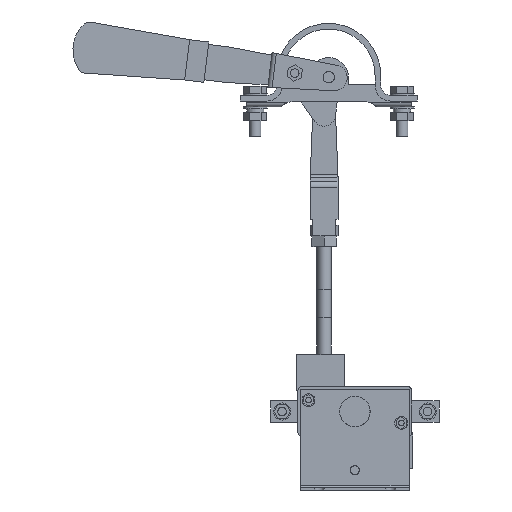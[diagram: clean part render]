
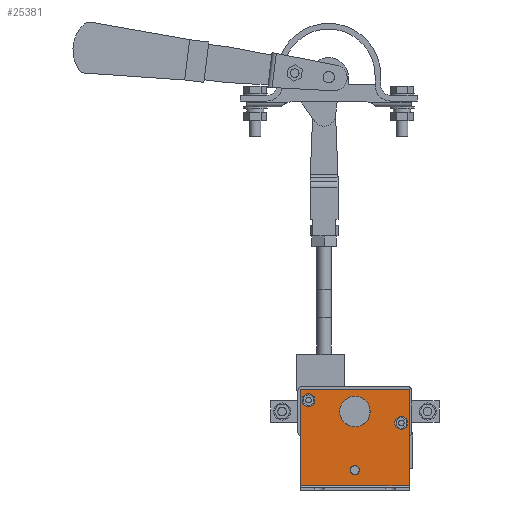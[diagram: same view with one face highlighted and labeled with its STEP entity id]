
A CAD part, left-side view. The second image highlights one B-rep face of the part: STEP entity #25381.
In plain terms, the highlighted planar face has unit normal (-1, 0, 0).
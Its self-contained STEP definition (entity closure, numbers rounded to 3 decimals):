
#683 = CARTESIAN_POINT ( 'NONE',  ( -68.5, 38., -52. ) ) ;
#1191 = CARTESIAN_POINT ( 'NONE',  ( -68.5, 32.5, 8. ) ) ;
#2301 = DIRECTION ( 'NONE',  ( 1., 0., 0. ) ) ;
#3691 = CARTESIAN_POINT ( 'NONE',  ( -68.5, 32.5, 3.5 ) ) ;
#4063 = EDGE_LOOP ( 'NONE', ( #27459 ) ) ;
#4749 = FACE_OUTER_BOUND ( 'NONE', #36553, .T. ) ;
#4762 = DIRECTION ( 'NONE',  ( 0., 1., 0. ) ) ;
#5271 = DIRECTION ( 'NONE',  ( 0., 0., -1. ) ) ;
#5864 = CARTESIAN_POINT ( 'NONE',  ( -68.5, 0., 0. ) ) ;
#6007 = FACE_BOUND ( 'NONE', #19314, .T. ) ;
#6178 = LINE ( 'NONE', #26518, #17059 ) ;
#9928 = LINE ( 'NONE', #48225, #41050 ) ;
#9929 = DIRECTION ( 'NONE',  ( 0., 0., -1. ) ) ;
#10628 = CARTESIAN_POINT ( 'NONE',  ( -68.5, 0., -44.25 ) ) ;
#11679 = DIRECTION ( 'NONE',  ( 1., 0., 0. ) ) ;
#12725 = VERTEX_POINT ( 'NONE', #16009 ) ;
#13773 = DIRECTION ( 'NONE',  ( 0., 0., 1. ) ) ;
#14137 = CARTESIAN_POINT ( 'NONE',  ( -68.5, -32.5, -8. ) ) ;
#14882 = AXIS2_PLACEMENT_3D ( 'NONE', #14137, #42468, #18228 ) ;
#14965 = CARTESIAN_POINT ( 'NONE',  ( -68.5, 0., -10.75 ) ) ;
#15214 = CIRCLE ( 'NONE', #24231, 3.25 ) ;
#15602 = FACE_BOUND ( 'NONE', #4063, .T. ) ;
#15738 = ORIENTED_EDGE ( 'NONE', *, *, #38899, .T. ) ;
#16009 = CARTESIAN_POINT ( 'NONE',  ( -68.5, -38., -52. ) ) ;
#16085 = ORIENTED_EDGE ( 'NONE', *, *, #46803, .F. ) ;
#16149 = VERTEX_POINT ( 'NONE', #50799 ) ;
#16168 = VERTEX_POINT ( 'NONE', #36187 ) ;
#16895 = VECTOR ( 'NONE', #4762, 1000. ) ;
#17059 = VECTOR ( 'NONE', #42828, 1000. ) ;
#18228 = DIRECTION ( 'NONE',  ( 0., 0., -1. ) ) ;
#19314 = EDGE_LOOP ( 'NONE', ( #16085 ) ) ;
#19693 = ORIENTED_EDGE ( 'NONE', *, *, #43058, .F. ) ;
#20507 = EDGE_CURVE ( 'NONE', #16149, #16149, #31911, .T. ) ;
#20781 = ORIENTED_EDGE ( 'NONE', *, *, #29245, .T. ) ;
#22585 = CARTESIAN_POINT ( 'NONE',  ( -68.5, 113.705, -53.5 ) ) ;
#22682 = VERTEX_POINT ( 'NONE', #45299 ) ;
#24231 = AXIS2_PLACEMENT_3D ( 'NONE', #36020, #11679, #40059 ) ;
#25381 = ADVANCED_FACE ( 'NONE', ( #6007, #26382, #37177, #4749, #15602 ), #46867, .F. ) ;
#26382 = FACE_BOUND ( 'NONE', #40189, .T. ) ;
#26518 = CARTESIAN_POINT ( 'NONE',  ( -68.5, 113.705, 15.5 ) ) ;
#27326 = VECTOR ( 'NONE', #13773, 1000. ) ;
#27459 = ORIENTED_EDGE ( 'NONE', *, *, #20507, .F. ) ;
#29245 = EDGE_CURVE ( 'NONE', #39599, #39599, #15214, .T. ) ;
#29582 = DIRECTION ( 'NONE',  ( -1., 0., 0. ) ) ;
#30695 = DIRECTION ( 'NONE',  ( 0., 0., 1. ) ) ;
#31911 = CIRCLE ( 'NONE', #14882, 4.5 ) ;
#31926 = EDGE_CURVE ( 'NONE', #35817, #35817, #38786, .T. ) ;
#32130 = AXIS2_PLACEMENT_3D ( 'NONE', #5864, #34309, #9929 ) ;
#33722 = VERTEX_POINT ( 'NONE', #46547 ) ;
#34309 = DIRECTION ( 'NONE',  ( 1., 0., 0. ) ) ;
#34423 = EDGE_CURVE ( 'NONE', #16168, #33722, #9928, .T. ) ;
#34963 = EDGE_LOOP ( 'NONE', ( #20781 ) ) ;
#35363 = EDGE_CURVE ( 'NONE', #12725, #16168, #49282, .T. ) ;
#35817 = VERTEX_POINT ( 'NONE', #14965 ) ;
#36020 = CARTESIAN_POINT ( 'NONE',  ( -68.5, 0., -41. ) ) ;
#36187 = CARTESIAN_POINT ( 'NONE',  ( -68.5, 38., -52. ) ) ;
#36553 = EDGE_LOOP ( 'NONE', ( #15738, #19693, #42261, #47606 ) ) ;
#37177 = FACE_BOUND ( 'NONE', #34963, .T. ) ;
#38786 = CIRCLE ( 'NONE', #32130, 10.75 ) ;
#38899 = EDGE_CURVE ( 'NONE', #12725, #22682, #46388, .T. ) ;
#39599 = VERTEX_POINT ( 'NONE', #10628 ) ;
#40059 = DIRECTION ( 'NONE',  ( 0., 0., -1. ) ) ;
#40189 = EDGE_LOOP ( 'NONE', ( #48426 ) ) ;
#41050 = VECTOR ( 'NONE', #52363, 1000. ) ;
#42109 = CARTESIAN_POINT ( 'NONE',  ( -68.5, -38., -53.5 ) ) ;
#42261 = ORIENTED_EDGE ( 'NONE', *, *, #34423, .F. ) ;
#42468 = DIRECTION ( 'NONE',  ( -1., 0., 0. ) ) ;
#42828 = DIRECTION ( 'NONE',  ( 0., -1., 0. ) ) ;
#43058 = EDGE_CURVE ( 'NONE', #33722, #22682, #6178, .T. ) ;
#45299 = CARTESIAN_POINT ( 'NONE',  ( -68.5, -38., 15.5 ) ) ;
#46388 = LINE ( 'NONE', #42109, #27326 ) ;
#46547 = CARTESIAN_POINT ( 'NONE',  ( -68.5, 38., 15.5 ) ) ;
#46803 = EDGE_CURVE ( 'NONE', #49096, #49096, #52282, .T. ) ;
#46867 = PLANE ( 'NONE',  #48048 ) ;
#47606 = ORIENTED_EDGE ( 'NONE', *, *, #35363, .F. ) ;
#48048 = AXIS2_PLACEMENT_3D ( 'NONE', #22585, #2301, #30695 ) ;
#48225 = CARTESIAN_POINT ( 'NONE',  ( -68.5, 38., -53.5 ) ) ;
#48426 = ORIENTED_EDGE ( 'NONE', *, *, #31926, .T. ) ;
#49096 = VERTEX_POINT ( 'NONE', #3691 ) ;
#49282 = LINE ( 'NONE', #683, #16895 ) ;
#50799 = CARTESIAN_POINT ( 'NONE',  ( -68.5, -32.5, -12.5 ) ) ;
#52282 = CIRCLE ( 'NONE', #52769, 4.5 ) ;
#52363 = DIRECTION ( 'NONE',  ( 0., 0., 1. ) ) ;
#52769 = AXIS2_PLACEMENT_3D ( 'NONE', #1191, #29582, #5271 ) ;
